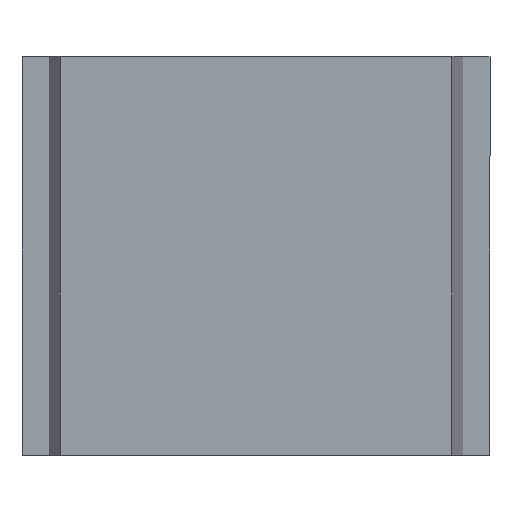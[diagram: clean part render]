
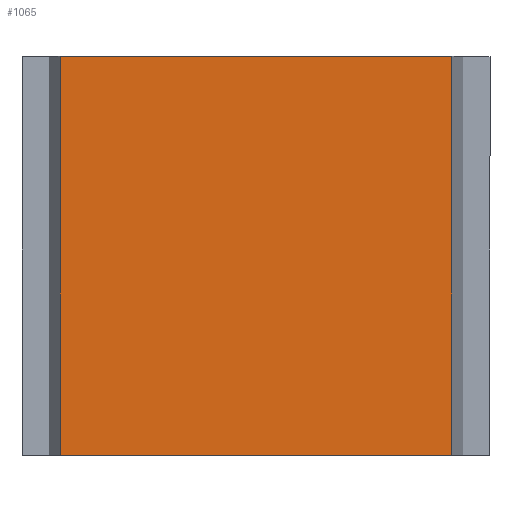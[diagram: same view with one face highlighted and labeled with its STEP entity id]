
A CAD part, top view. The second image highlights one B-rep face of the part: STEP entity #1065.
In plain terms, the highlighted planar face has unit normal (0, 0, 1).
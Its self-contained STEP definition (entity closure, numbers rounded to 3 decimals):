
#935=CARTESIAN_POINT('',(2.155,-2.195,1.12));
#936=VERTEX_POINT('',#935);
#953=CARTESIAN_POINT('',(2.155,2.195,1.12));
#954=VERTEX_POINT('',#953);
#961=CARTESIAN_POINT('',(2.155,2.195,1.12));
#962=DIRECTION('',(0.0,-1.0,0.0));
#963=VECTOR('',#962,4.39);
#964=LINE('',#961,#963);
#965=EDGE_CURVE('',#954,#936,#964,.T.);
#976=CARTESIAN_POINT('',(-2.155,-2.195,1.12));
#977=VERTEX_POINT('',#976);
#978=CARTESIAN_POINT('',(2.155,-2.195,1.12));
#979=DIRECTION('',(-1.0,0.0,0.0));
#980=VECTOR('',#979,4.31);
#981=LINE('',#978,#980);
#982=EDGE_CURVE('',#936,#977,#981,.T.);
#1006=CARTESIAN_POINT('',(-2.155,2.195,1.12));
#1007=VERTEX_POINT('',#1006);
#1023=CARTESIAN_POINT('',(-2.155,-2.195,1.12));
#1024=DIRECTION('',(0.0,1.0,0.0));
#1025=VECTOR('',#1024,4.39);
#1026=LINE('',#1023,#1025);
#1027=EDGE_CURVE('',#977,#1007,#1026,.T.);
#1045=CARTESIAN_POINT('',(-2.155,2.195,1.12));
#1046=DIRECTION('',(1.0,0.0,0.0));
#1047=VECTOR('',#1046,4.31);
#1048=LINE('',#1045,#1047);
#1049=EDGE_CURVE('',#1007,#954,#1048,.T.);
#1054=CARTESIAN_POINT('',(0.,0.,1.12));
#1055=DIRECTION('',(0.0,0.0,1.0));
#1056=DIRECTION('',(-1.0,0.0,0.0));
#1057=AXIS2_PLACEMENT_3D('',#1054,#1055,#1056);
#1058=PLANE('',#1057);
#1059=ORIENTED_EDGE('',*,*,#965,.F.);
#1060=ORIENTED_EDGE('',*,*,#1049,.F.);
#1061=ORIENTED_EDGE('',*,*,#1027,.F.);
#1062=ORIENTED_EDGE('',*,*,#982,.F.);
#1063=EDGE_LOOP('',(#1059,#1060,#1061,#1062));
#1064=FACE_OUTER_BOUND('',#1063,.T.);
#1065=ADVANCED_FACE('',(#1064),#1058,.T.);
